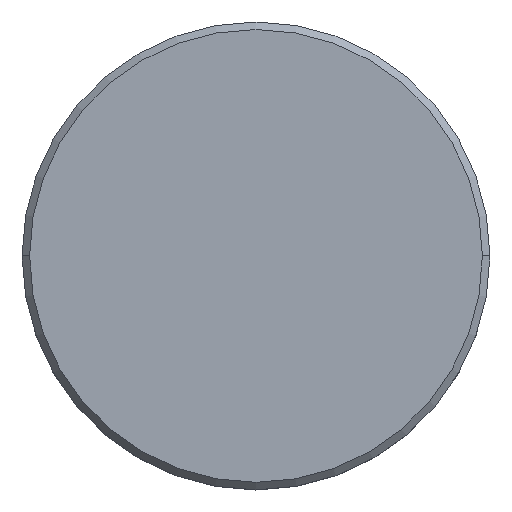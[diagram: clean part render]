
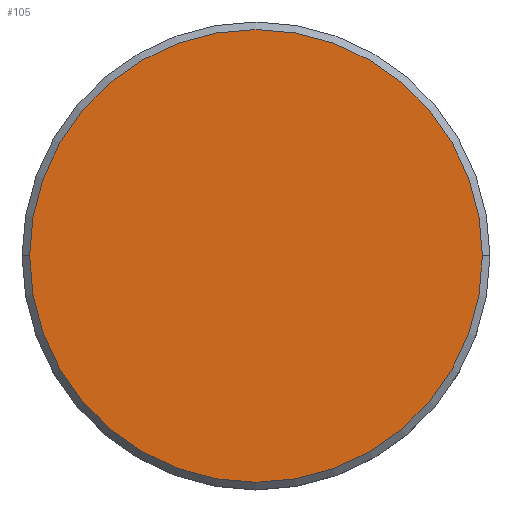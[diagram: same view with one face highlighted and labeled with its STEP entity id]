
A CAD part, top view. The second image highlights one B-rep face of the part: STEP entity #105.
In plain terms, the highlighted planar face has unit normal (0, 0, 1).
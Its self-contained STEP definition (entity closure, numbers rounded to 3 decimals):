
#15 = AXIS2_PLACEMENT_3D ( 'NONE', #70, #255, #438 ) ;
#70 = CARTESIAN_POINT ( 'NONE',  ( 0., 0., 0. ) ) ;
#72 = AXIS2_PLACEMENT_3D ( 'NONE', #563, #81, #1091 ) ;
#81 = DIRECTION ( 'NONE',  ( 0., 0., 1. ) ) ;
#105 = ADVANCED_FACE ( 'NONE', ( #270 ), #274, .T. ) ;
#107 = EDGE_CURVE ( 'NONE', #655, #1019, #762, .T. ) ;
#242 = AXIS2_PLACEMENT_3D ( 'NONE', #911, #555, #646 ) ;
#255 = DIRECTION ( 'NONE',  ( 0., 0., 1. ) ) ;
#270 = FACE_OUTER_BOUND ( 'NONE', #307, .T. ) ;
#274 = PLANE ( 'NONE',  #72 ) ;
#307 = EDGE_LOOP ( 'NONE', ( #329, #517 ) ) ;
#329 = ORIENTED_EDGE ( 'NONE', *, *, #818, .T. ) ;
#375 = CARTESIAN_POINT ( 'NONE',  ( -15., 0., 0. ) ) ;
#438 = DIRECTION ( 'NONE',  ( 1., 0., 0. ) ) ;
#517 = ORIENTED_EDGE ( 'NONE', *, *, #107, .T. ) ;
#555 = DIRECTION ( 'NONE',  ( 0., 0., 1. ) ) ;
#563 = CARTESIAN_POINT ( 'NONE',  ( 0., 0., 0. ) ) ;
#646 = DIRECTION ( 'NONE',  ( 1., 0., 0. ) ) ;
#655 = VERTEX_POINT ( 'NONE', #941 ) ;
#744 = CIRCLE ( 'NONE', #15, 15. ) ;
#762 = CIRCLE ( 'NONE', #242, 15. ) ;
#818 = EDGE_CURVE ( 'NONE', #1019, #655, #744, .T. ) ;
#911 = CARTESIAN_POINT ( 'NONE',  ( 0., 0., 0. ) ) ;
#941 = CARTESIAN_POINT ( 'NONE',  ( 15., 0., 0. ) ) ;
#1019 = VERTEX_POINT ( 'NONE', #375 ) ;
#1091 = DIRECTION ( 'NONE',  ( 1., 0., 0. ) ) ;
